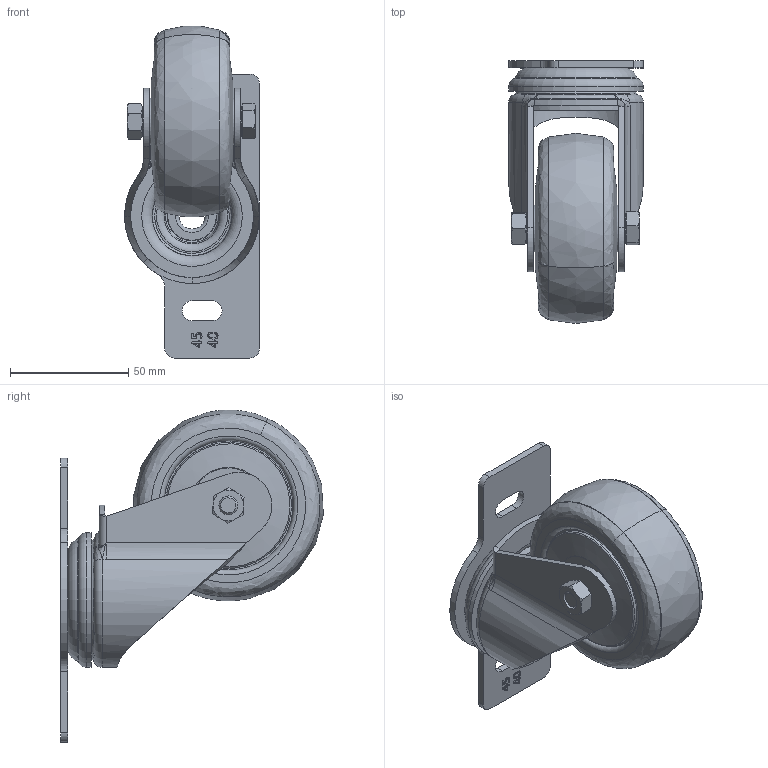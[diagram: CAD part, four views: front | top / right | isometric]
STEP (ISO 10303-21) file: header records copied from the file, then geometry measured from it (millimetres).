
FILE_DESCRIPTION(/* description */ ('STEP AP203'),/* implementation_level */ '2;1');
FILE_NAME(/* name */ '13882_KriTec_Lenkrolle_D80_grau.stp',/* time_stamp */ '2021-05-17T10:53:19+02:00',/* author */ ('Nell'),/* organization */ (''),/* preprocessor_version */ 'ST-DEVELOPER v17',/* originating_system */ 'Autodesk Inventor 2018',/* authorisation */ '');
FILE_SCHEMA (('AUTOMOTIVE_DESIGN { 1 0 10303 214 3 1 1 }'));
Length unit declared in the file: millimetre
Products named in the file (7): 13882; 13882_04; 13882_03; 13882_02; 13882_05; 13882_06; 13882_01
Assembly tree (6 placements, depth 3):
  13882
    13882_04
      13882_03
      13882_02
    13882_05
    13882_06
    13882_01
Bounding box: 57 x 111.05 x 140.33 mm (x, y, z)
Volume: 264695.2 mm3; surface area: 69778.2 mm2
Topology: 6 solids, 6 shells, 290 faces, 792 edges, 528 vertices
Faces by surface type: plane 100, bspline 79, cone 43, cylinder 38, torus 30
Full cylindrical faces by diameter (mm): 8 x2, 8.5 x3, 11 x1, 13 x1, 20 x2, 20.45 x1, 38 x1, 39 x1, 53 x2, 57 x1, 65.392 x1
Entity records: 19342 total; most frequent: CARTESIAN_POINT 12173, ORIENTED_EDGE 1574, DIRECTION 1271, EDGE_CURVE 787, VERTEX_POINT 528, AXIS2_PLACEMENT_3D 503, EDGE_LOOP 327, FACE_OUTER_BOUND 290
